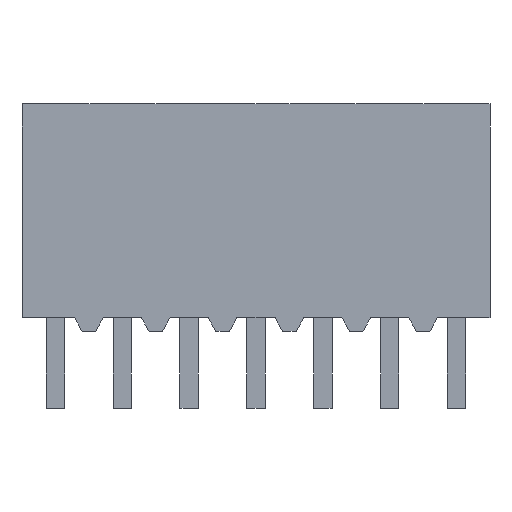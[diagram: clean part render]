
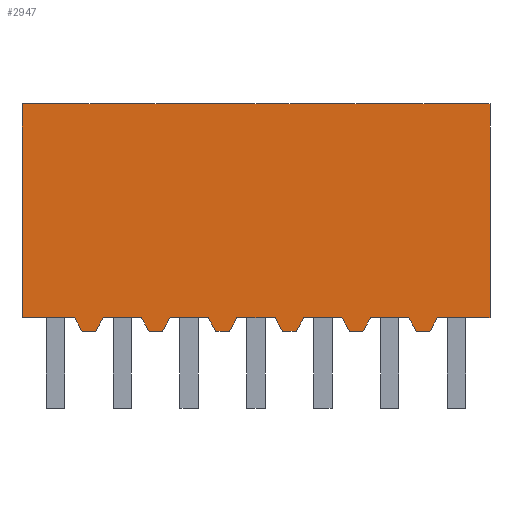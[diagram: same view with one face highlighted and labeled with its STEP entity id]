
A CAD part, front view. The second image highlights one B-rep face of the part: STEP entity #2947.
In plain terms, the highlighted planar face has unit normal (0, -1, 0).
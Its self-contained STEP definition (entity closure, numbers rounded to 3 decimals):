
#76=DIRECTION('',(-1.,0.,0.));
#77=VECTOR('',#76,17.78);
#78=CARTESIAN_POINT('',(8.89,-1.778,0.));
#79=LINE('',#78,#77);
#288=DIRECTION('',(-1.,0.,0.));
#289=VECTOR('',#288,1.993);
#290=CARTESIAN_POINT('',(8.89,-1.778,-8.128));
#291=LINE('',#290,#289);
#400=DIRECTION('',(-1.,0.,0.));
#401=VECTOR('',#400,1.993);
#402=CARTESIAN_POINT('',(-6.897,-1.778,-8.128));
#403=LINE('',#402,#401);
#416=DIRECTION('',(-1.,0.,0.));
#417=VECTOR('',#416,1.445);
#418=CARTESIAN_POINT('',(-4.357,-1.778,-8.128));
#419=LINE('',#418,#417);
#432=DIRECTION('',(-1.,0.,0.));
#433=VECTOR('',#432,1.445);
#434=CARTESIAN_POINT('',(-1.817,-1.778,-8.128));
#435=LINE('',#434,#433);
#448=DIRECTION('',(-1.,0.,0.));
#449=VECTOR('',#448,1.445);
#450=CARTESIAN_POINT('',(0.723,-1.778,-8.128));
#451=LINE('',#450,#449);
#464=DIRECTION('',(-1.,0.,0.));
#465=VECTOR('',#464,1.445);
#466=CARTESIAN_POINT('',(3.263,-1.778,-8.128));
#467=LINE('',#466,#465);
#480=DIRECTION('',(-1.,0.,0.));
#481=VECTOR('',#480,1.445);
#482=CARTESIAN_POINT('',(5.803,-1.778,-8.128));
#483=LINE('',#482,#481);
#612=DIRECTION('',(0.5,0.,0.866));
#613=VECTOR('',#612,0.587);
#614=CARTESIAN_POINT('',(6.604,-1.778,-8.636));
#615=LINE('',#614,#613);
#616=DIRECTION('',(1.,0.,0.));
#617=VECTOR('',#616,0.508);
#618=CARTESIAN_POINT('',(6.096,-1.778,-8.636));
#619=LINE('',#618,#617);
#620=DIRECTION('',(0.5,0.,-0.866));
#621=VECTOR('',#620,0.587);
#622=CARTESIAN_POINT('',(5.803,-1.778,-8.128));
#623=LINE('',#622,#621);
#624=DIRECTION('',(0.5,0.,0.866));
#625=VECTOR('',#624,0.587);
#626=CARTESIAN_POINT('',(4.064,-1.778,-8.636));
#627=LINE('',#626,#625);
#628=DIRECTION('',(1.,0.,0.));
#629=VECTOR('',#628,0.508);
#630=CARTESIAN_POINT('',(3.556,-1.778,-8.636));
#631=LINE('',#630,#629);
#632=DIRECTION('',(0.5,0.,-0.866));
#633=VECTOR('',#632,0.587);
#634=CARTESIAN_POINT('',(3.263,-1.778,-8.128));
#635=LINE('',#634,#633);
#636=DIRECTION('',(0.5,0.,0.866));
#637=VECTOR('',#636,0.587);
#638=CARTESIAN_POINT('',(1.524,-1.778,-8.636));
#639=LINE('',#638,#637);
#640=DIRECTION('',(1.,0.,0.));
#641=VECTOR('',#640,0.508);
#642=CARTESIAN_POINT('',(1.016,-1.778,-8.636));
#643=LINE('',#642,#641);
#644=DIRECTION('',(0.5,0.,-0.866));
#645=VECTOR('',#644,0.587);
#646=CARTESIAN_POINT('',(0.723,-1.778,-8.128));
#647=LINE('',#646,#645);
#648=DIRECTION('',(0.5,0.,0.866));
#649=VECTOR('',#648,0.587);
#650=CARTESIAN_POINT('',(-1.016,-1.778,-8.636));
#651=LINE('',#650,#649);
#652=DIRECTION('',(1.,0.,0.));
#653=VECTOR('',#652,0.508);
#654=CARTESIAN_POINT('',(-1.524,-1.778,-8.636));
#655=LINE('',#654,#653);
#656=DIRECTION('',(0.5,0.,-0.866));
#657=VECTOR('',#656,0.587);
#658=CARTESIAN_POINT('',(-1.817,-1.778,-8.128));
#659=LINE('',#658,#657);
#660=DIRECTION('',(0.5,0.,0.866));
#661=VECTOR('',#660,0.587);
#662=CARTESIAN_POINT('',(-3.556,-1.778,-8.636));
#663=LINE('',#662,#661);
#664=DIRECTION('',(1.,0.,0.));
#665=VECTOR('',#664,0.508);
#666=CARTESIAN_POINT('',(-4.064,-1.778,-8.636));
#667=LINE('',#666,#665);
#668=DIRECTION('',(0.5,0.,-0.866));
#669=VECTOR('',#668,0.587);
#670=CARTESIAN_POINT('',(-4.357,-1.778,-8.128));
#671=LINE('',#670,#669);
#672=DIRECTION('',(0.5,0.,0.866));
#673=VECTOR('',#672,0.587);
#674=CARTESIAN_POINT('',(-6.096,-1.778,-8.636));
#675=LINE('',#674,#673);
#676=DIRECTION('',(1.,0.,0.));
#677=VECTOR('',#676,0.508);
#678=CARTESIAN_POINT('',(-6.604,-1.778,-8.636));
#679=LINE('',#678,#677);
#680=DIRECTION('',(0.5,0.,-0.866));
#681=VECTOR('',#680,0.587);
#682=CARTESIAN_POINT('',(-6.897,-1.778,-8.128));
#683=LINE('',#682,#681);
#684=DIRECTION('',(0.,0.,-1.));
#685=VECTOR('',#684,8.128);
#686=CARTESIAN_POINT('',(8.89,-1.778,0.));
#687=LINE('',#686,#685);
#796=DIRECTION('',(0.,0.,-1.));
#797=VECTOR('',#796,8.128);
#798=CARTESIAN_POINT('',(-8.89,-1.778,0.));
#799=LINE('',#798,#797);
#1929=CARTESIAN_POINT('',(8.89,-1.778,0.));
#1931=VERTEX_POINT('',#1929);
#1932=CARTESIAN_POINT('',(-8.89,-1.778,0.));
#1933=VERTEX_POINT('',#1932);
#1937=CARTESIAN_POINT('',(8.89,-1.778,-8.128));
#1939=VERTEX_POINT('',#1937);
#1940=CARTESIAN_POINT('',(-8.89,-1.778,-8.128));
#1942=VERTEX_POINT('',#1940);
#1976=CARTESIAN_POINT('',(-6.604,-1.778,-8.636));
#1977=CARTESIAN_POINT('',(-6.096,-1.778,-8.636));
#1978=VERTEX_POINT('',#1976);
#1979=VERTEX_POINT('',#1977);
#1984=CARTESIAN_POINT('',(-6.897,-1.778,-8.128));
#1985=VERTEX_POINT('',#1984);
#1986=CARTESIAN_POINT('',(-5.803,-1.778,-8.128));
#1987=VERTEX_POINT('',#1986);
#2080=CARTESIAN_POINT('',(-4.064,-1.778,-8.636));
#2081=CARTESIAN_POINT('',(-3.556,-1.778,-8.636));
#2082=VERTEX_POINT('',#2080);
#2083=VERTEX_POINT('',#2081);
#2092=CARTESIAN_POINT('',(-3.263,-1.778,-8.128));
#2093=VERTEX_POINT('',#2092);
#2094=CARTESIAN_POINT('',(-4.357,-1.778,-8.128));
#2095=VERTEX_POINT('',#2094);
#2232=CARTESIAN_POINT('',(-1.524,-1.778,-8.636));
#2233=CARTESIAN_POINT('',(-1.016,-1.778,-8.636));
#2234=VERTEX_POINT('',#2232);
#2235=VERTEX_POINT('',#2233);
#2244=CARTESIAN_POINT('',(-0.723,-1.778,-8.128));
#2245=VERTEX_POINT('',#2244);
#2246=CARTESIAN_POINT('',(-1.817,-1.778,-8.128));
#2247=VERTEX_POINT('',#2246);
#2320=CARTESIAN_POINT('',(1.016,-1.778,-8.636));
#2321=CARTESIAN_POINT('',(1.524,-1.778,-8.636));
#2322=VERTEX_POINT('',#2320);
#2323=VERTEX_POINT('',#2321);
#2332=CARTESIAN_POINT('',(1.817,-1.778,-8.128));
#2333=VERTEX_POINT('',#2332);
#2334=CARTESIAN_POINT('',(0.723,-1.778,-8.128));
#2335=VERTEX_POINT('',#2334);
#2408=CARTESIAN_POINT('',(3.556,-1.778,-8.636));
#2409=CARTESIAN_POINT('',(4.064,-1.778,-8.636));
#2410=VERTEX_POINT('',#2408);
#2411=VERTEX_POINT('',#2409);
#2420=CARTESIAN_POINT('',(4.357,-1.778,-8.128));
#2421=VERTEX_POINT('',#2420);
#2422=CARTESIAN_POINT('',(3.263,-1.778,-8.128));
#2423=VERTEX_POINT('',#2422);
#2496=CARTESIAN_POINT('',(6.096,-1.778,-8.636));
#2497=CARTESIAN_POINT('',(6.604,-1.778,-8.636));
#2498=VERTEX_POINT('',#2496);
#2499=VERTEX_POINT('',#2497);
#2508=CARTESIAN_POINT('',(6.897,-1.778,-8.128));
#2509=VERTEX_POINT('',#2508);
#2510=CARTESIAN_POINT('',(5.803,-1.778,-8.128));
#2511=VERTEX_POINT('',#2510);
#2894=CARTESIAN_POINT('',(8.89,-1.778,0.));
#2895=DIRECTION('',(0.,-1.,0.));
#2896=DIRECTION('',(-1.,0.,0.));
#2897=AXIS2_PLACEMENT_3D('',#2894,#2895,#2896);
#2898=PLANE('',#2897);
#2899=ORIENTED_EDGE('',*,*,#2700,.T.);
#2901=ORIENTED_EDGE('',*,*,#2900,.F.);
#2903=ORIENTED_EDGE('',*,*,#2902,.F.);
#2904=ORIENTED_EDGE('',*,*,#2886,.F.);
#2905=ORIENTED_EDGE('',*,*,#2788,.T.);
#2907=ORIENTED_EDGE('',*,*,#2906,.F.);
#2909=ORIENTED_EDGE('',*,*,#2908,.F.);
#2911=ORIENTED_EDGE('',*,*,#2910,.F.);
#2912=ORIENTED_EDGE('',*,*,#2780,.T.);
#2914=ORIENTED_EDGE('',*,*,#2913,.F.);
#2916=ORIENTED_EDGE('',*,*,#2915,.F.);
#2918=ORIENTED_EDGE('',*,*,#2917,.F.);
#2919=ORIENTED_EDGE('',*,*,#2772,.T.);
#2921=ORIENTED_EDGE('',*,*,#2920,.F.);
#2923=ORIENTED_EDGE('',*,*,#2922,.F.);
#2925=ORIENTED_EDGE('',*,*,#2924,.F.);
#2926=ORIENTED_EDGE('',*,*,#2764,.T.);
#2928=ORIENTED_EDGE('',*,*,#2927,.F.);
#2930=ORIENTED_EDGE('',*,*,#2929,.F.);
#2932=ORIENTED_EDGE('',*,*,#2931,.F.);
#2933=ORIENTED_EDGE('',*,*,#2756,.T.);
#2935=ORIENTED_EDGE('',*,*,#2934,.F.);
#2937=ORIENTED_EDGE('',*,*,#2936,.F.);
#2939=ORIENTED_EDGE('',*,*,#2938,.F.);
#2940=ORIENTED_EDGE('',*,*,#2748,.T.);
#2942=ORIENTED_EDGE('',*,*,#2941,.F.);
#2943=ORIENTED_EDGE('',*,*,#2535,.F.);
#2944=ORIENTED_EDGE('',*,*,#2624,.T.);
#2945=EDGE_LOOP('',(#2899,#2901,#2903,#2904,#2905,#2907,#2909,#2911,#2912,#2914,
#2916,#2918,#2919,#2921,#2923,#2925,#2926,#2928,#2930,#2932,#2933,#2935,#2937,
#2939,#2940,#2942,#2943,#2944));
#2946=FACE_OUTER_BOUND('',#2945,.F.);
#2947=ADVANCED_FACE('',(#2946),#2898,.T.);
#2535=EDGE_CURVE('',#1931,#1933,#79,.T.);
#2624=EDGE_CURVE('',#1931,#1939,#687,.T.);
#2700=EDGE_CURVE('',#1939,#2509,#291,.T.);
#2748=EDGE_CURVE('',#1985,#1942,#403,.T.);
#2756=EDGE_CURVE('',#2095,#1987,#419,.T.);
#2764=EDGE_CURVE('',#2247,#2093,#435,.T.);
#2772=EDGE_CURVE('',#2335,#2245,#451,.T.);
#2780=EDGE_CURVE('',#2423,#2333,#467,.T.);
#2788=EDGE_CURVE('',#2511,#2421,#483,.T.);
#2886=EDGE_CURVE('',#2511,#2498,#623,.T.);
#2900=EDGE_CURVE('',#2499,#2509,#615,.T.);
#2902=EDGE_CURVE('',#2498,#2499,#619,.T.);
#2906=EDGE_CURVE('',#2411,#2421,#627,.T.);
#2908=EDGE_CURVE('',#2410,#2411,#631,.T.);
#2910=EDGE_CURVE('',#2423,#2410,#635,.T.);
#2913=EDGE_CURVE('',#2323,#2333,#639,.T.);
#2915=EDGE_CURVE('',#2322,#2323,#643,.T.);
#2917=EDGE_CURVE('',#2335,#2322,#647,.T.);
#2920=EDGE_CURVE('',#2235,#2245,#651,.T.);
#2922=EDGE_CURVE('',#2234,#2235,#655,.T.);
#2924=EDGE_CURVE('',#2247,#2234,#659,.T.);
#2927=EDGE_CURVE('',#2083,#2093,#663,.T.);
#2929=EDGE_CURVE('',#2082,#2083,#667,.T.);
#2931=EDGE_CURVE('',#2095,#2082,#671,.T.);
#2934=EDGE_CURVE('',#1979,#1987,#675,.T.);
#2936=EDGE_CURVE('',#1978,#1979,#679,.T.);
#2938=EDGE_CURVE('',#1985,#1978,#683,.T.);
#2941=EDGE_CURVE('',#1933,#1942,#799,.T.);
